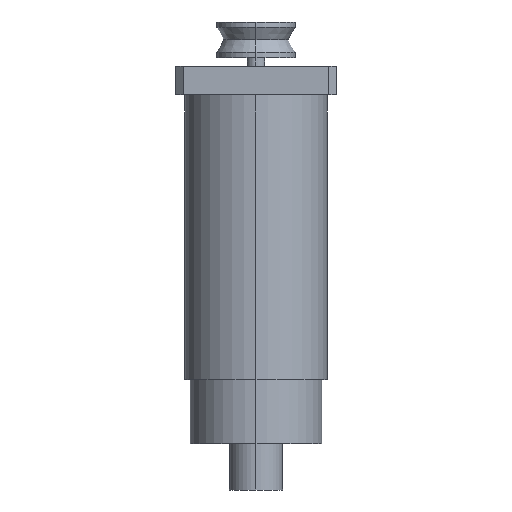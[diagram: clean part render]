
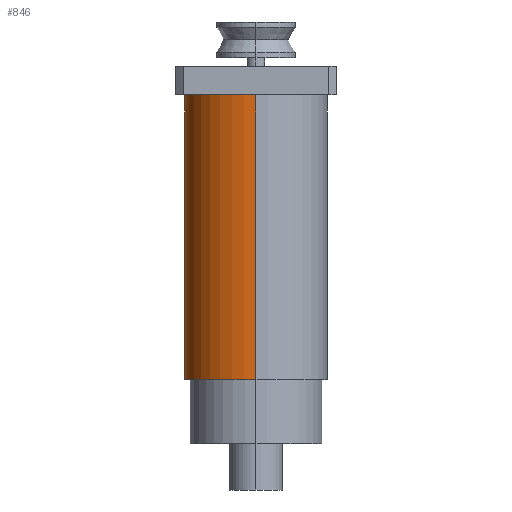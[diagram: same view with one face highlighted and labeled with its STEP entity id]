
A CAD part, left-side view. The second image highlights one B-rep face of the part: STEP entity #846.
In plain terms, the highlighted cylindrical face has radius 20 mm (diameter 40 mm), a partial arc.
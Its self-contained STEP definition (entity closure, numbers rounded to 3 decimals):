
#21 = FACE_OUTER_BOUND ( 'NONE', #1042, .T. ) ;
#52 = CARTESIAN_POINT ( 'NONE',  ( 0., 0., 0. ) ) ;
#109 = AXIS2_PLACEMENT_3D ( 'NONE', #52, #451, #1001 ) ;
#166 = VERTEX_POINT ( 'NONE', #286 ) ;
#201 = CARTESIAN_POINT ( 'NONE',  ( 20., 0., -80. ) ) ;
#241 = VERTEX_POINT ( 'NONE', #300 ) ;
#285 = EDGE_CURVE ( 'NONE', #241, #166, #299, .T. ) ;
#286 = CARTESIAN_POINT ( 'NONE',  ( -20., 0., 0. ) ) ;
#296 = CIRCLE ( 'NONE', #714, 20. ) ;
#299 = LINE ( 'NONE', #1019, #337 ) ;
#300 = CARTESIAN_POINT ( 'NONE',  ( -20., 0., -80. ) ) ;
#327 = AXIS2_PLACEMENT_3D ( 'NONE', #392, #1212, #938 ) ;
#334 = CARTESIAN_POINT ( 'NONE',  ( 0., 0., -80. ) ) ;
#337 = VECTOR ( 'NONE', #750, 1000. ) ;
#355 = CARTESIAN_POINT ( 'NONE',  ( 20., 0., -80. ) ) ;
#392 = CARTESIAN_POINT ( 'NONE',  ( 0., 0., -80. ) ) ;
#425 = CYLINDRICAL_SURFACE ( 'NONE', #327, 20. ) ;
#451 = DIRECTION ( 'NONE',  ( 0., 0., -1. ) ) ;
#565 = VERTEX_POINT ( 'NONE', #201 ) ;
#710 = LINE ( 'NONE', #355, #1554 ) ;
#714 = AXIS2_PLACEMENT_3D ( 'NONE', #334, #1437, #1031 ) ;
#750 = DIRECTION ( 'NONE',  ( 0., 0., 1. ) ) ;
#846 = ADVANCED_FACE ( 'NONE', ( #21 ), #425, .T. ) ;
#888 = ORIENTED_EDGE ( 'NONE', *, *, #285, .T. ) ;
#895 = DIRECTION ( 'NONE',  ( 0., 0., 1. ) ) ;
#938 = DIRECTION ( 'NONE',  ( 1., 0., 0. ) ) ;
#984 = VERTEX_POINT ( 'NONE', #1721 ) ;
#996 = EDGE_CURVE ( 'NONE', #241, #565, #296, .T. ) ;
#1001 = DIRECTION ( 'NONE',  ( 1., 0., 0. ) ) ;
#1019 = CARTESIAN_POINT ( 'NONE',  ( -20., 0., -80. ) ) ;
#1031 = DIRECTION ( 'NONE',  ( -1., 0., 0. ) ) ;
#1042 = EDGE_LOOP ( 'NONE', ( #1591, #888, #1399, #1596 ) ) ;
#1064 = EDGE_CURVE ( 'NONE', #565, #984, #710, .T. ) ;
#1212 = DIRECTION ( 'NONE',  ( 0., 0., 1. ) ) ;
#1399 = ORIENTED_EDGE ( 'NONE', *, *, #1662, .T. ) ;
#1437 = DIRECTION ( 'NONE',  ( 0., 0., -1. ) ) ;
#1554 = VECTOR ( 'NONE', #895, 1000. ) ;
#1591 = ORIENTED_EDGE ( 'NONE', *, *, #996, .F. ) ;
#1596 = ORIENTED_EDGE ( 'NONE', *, *, #1064, .F. ) ;
#1613 = CIRCLE ( 'NONE', #109, 20. ) ;
#1662 = EDGE_CURVE ( 'NONE', #166, #984, #1613, .T. ) ;
#1721 = CARTESIAN_POINT ( 'NONE',  ( 20., 0., 0. ) ) ;
